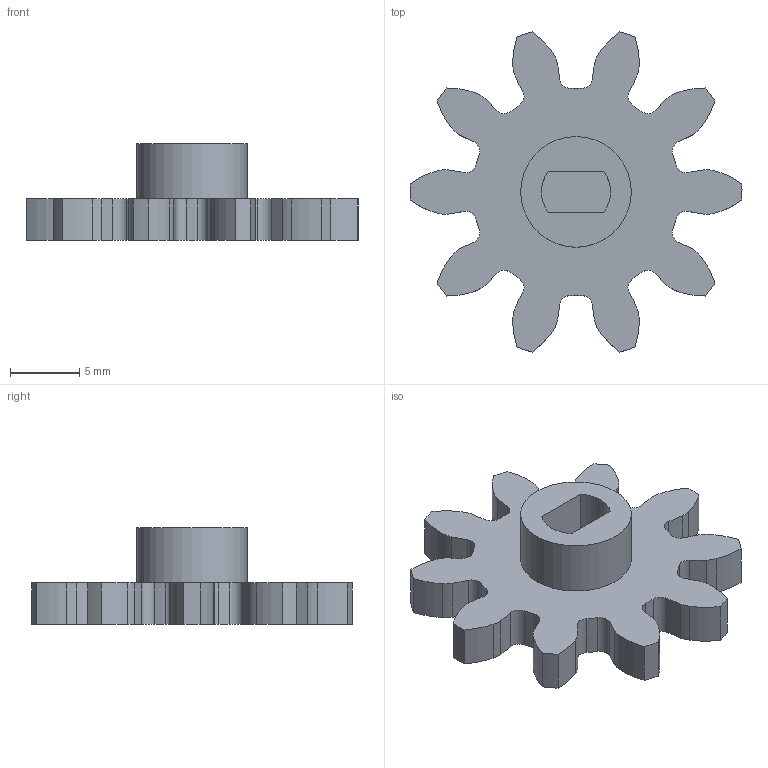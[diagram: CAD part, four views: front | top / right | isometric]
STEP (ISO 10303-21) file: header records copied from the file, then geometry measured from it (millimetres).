
FILE_DESCRIPTION(('FreeCAD Model'),'2;1');
FILE_NAME('28BYJ-48_gear_horn.step', '2015-09-11T12:14:07',('Author'),(''), 'Open CASCADE STEP processor 6.8','FreeCAD','Unknown');
FILE_SCHEMA(('AUTOMOTIVE_DESIGN_CC2 { 1 2 10303 214 -1 1 5 4 }'));
Length unit declared in the file: millimetre
Products named in the file (2): ASSEMBLY; 28BYJ-48_gear_horn
Assembly tree (1 placements, depth 2):
  ASSEMBLY
    28BYJ-48_gear_horn
Bounding box: 24 x 23.17 x 7 mm (x, y, z)
Volume: 1016.9 mm3; surface area: 1160.9 mm2
Topology: 1 solids, 1 shells, 109 faces, 317 edges, 212 vertices
Faces by surface type: cylinder 43, extrusion 40, plane 26
Full cylindrical faces by diameter (mm): 8 x1
Entity records: 9068 total; most frequent: CARTESIAN_POINT 2288, DIRECTION 1005, VECTOR 643, ORIENTED_EDGE 634, PCURVE 634, DEFINITIONAL_REPRESENTATION 634, LINE 603, EDGE_CURVE 317
